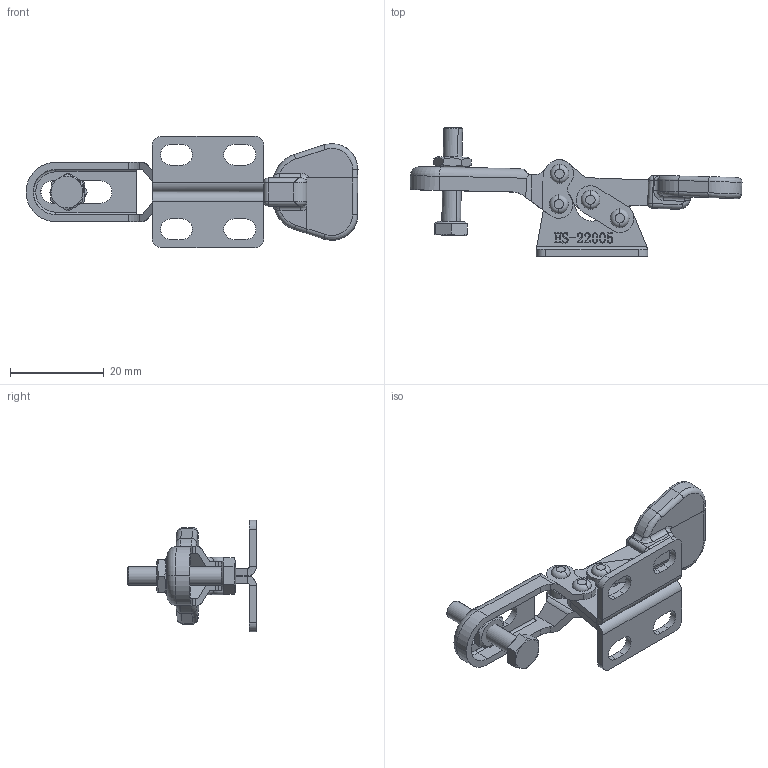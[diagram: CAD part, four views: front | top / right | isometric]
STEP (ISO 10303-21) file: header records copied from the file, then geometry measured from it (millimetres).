
FILE_DESCRIPTION (( 'STEP AP203' ), '1' );
FILE_NAME ('HS-22005 .STEP', '2019-09-25T06:58:18', ( '微软用户' ), ( '微软中国' ), 'SwSTEP 2.0', 'SolidWorks 2012', '' );
FILE_SCHEMA (( 'CONFIG_CONTROL_DESIGN' ));
Length unit declared in the file: millimetre
Products named in the file (9): HS-22005 ; 忒參1; hex thin nuts-grades ab-chamfered gb_GB_FASTENER_NUT_STNAB M4-N; hexagon head bolts-full thread gb_GB_FASTENER_BOLT_STBAB A M4X20-N; 蟀裝; 种; 揤參; 楊擘菁釱酘; 楊擘菁釱衵
Assembly tree (13 placements, depth 2):
  HS-22005 
    楊擘菁釱衵
    楊擘菁釱酘
    揤參
    种  x4
    蟀裝  x2
    hexagon head bolts-full thread gb_GB_FASTENER_BOLT_STBAB A M4X20-N
    hex thin nuts-grades ab-chamfered gb_GB_FASTENER_NUT_STNAB M4-N  x2
    忒參1
Bounding box: 70.82 x 27.47 x 23.8 mm (x, y, z)
Volume: 4804.1 mm3; surface area: 6315.8 mm2
Topology: 13 solids, 13 shells, 667 faces, 1740 edges, 1130 vertices
Faces by surface type: plane 313, bspline 158, cylinder 141, cone 26, torus 25, sphere 4
Entity records: 27717 total; most frequent: CARTESIAN_POINT 12486, ORIENTED_EDGE 3230, DIRECTION 2419, EDGE_CURVE 1615, VERTEX_POINT 1051, VECTOR 975, LINE 975, AXIS2_PLACEMENT_3D 722
